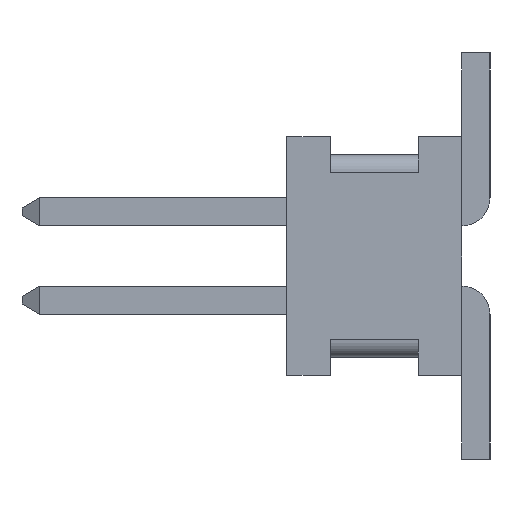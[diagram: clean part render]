
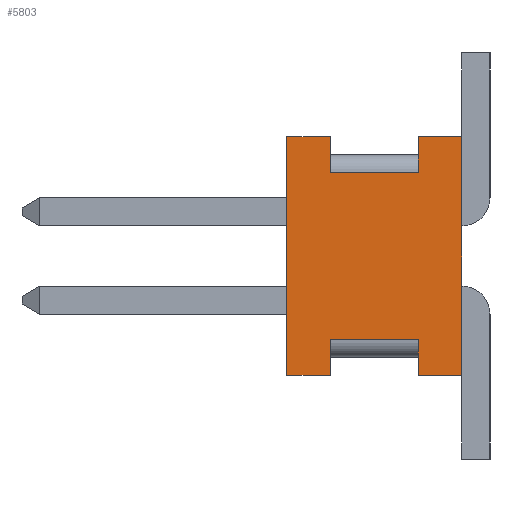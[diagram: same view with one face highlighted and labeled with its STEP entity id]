
A CAD part, left-side view. The second image highlights one B-rep face of the part: STEP entity #5803.
In plain terms, the highlighted planar face has unit normal (-1, 0, 0).
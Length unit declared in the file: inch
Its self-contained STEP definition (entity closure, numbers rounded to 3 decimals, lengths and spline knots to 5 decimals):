
#526 = VECTOR ( 'NONE', #5742, 39.37008 ) ;
#1211 = EDGE_CURVE ( 'NONE', #10083, #16431, #8230, .T. ) ;
#1340 = ORIENTED_EDGE ( 'NONE', *, *, #6614, .T. ) ;
#1378 = CARTESIAN_POINT ( 'NONE',  ( -0.2, 0.0245, 0.0675 ) ) ;
#1879 = LINE ( 'NONE', #11878, #13280 ) ;
#1960 = LINE ( 'NONE', #6663, #9411 ) ;
#2143 = CARTESIAN_POINT ( 'NONE',  ( -0.2, 0.0745, -0.0675 ) ) ;
#3184 = ORIENTED_EDGE ( 'NONE', *, *, #15771, .F. ) ;
#3492 = CARTESIAN_POINT ( 'NONE',  ( -0.2, 0.0745, -0.0475 ) ) ;
#3598 = VERTEX_POINT ( 'NONE', #4820 ) ;
#3719 = CARTESIAN_POINT ( 'NONE',  ( -0.2, 0.099, -0.0675 ) ) ;
#3900 = DIRECTION ( 'NONE',  ( 0., -1., 0. ) ) ;
#4043 = VECTOR ( 'NONE', #10437, 39.37008 ) ;
#4186 = EDGE_LOOP ( 'NONE', ( #19131, #15442, #3184, #12347, #13273, #9742, #4336, #1340, #8711, #15751, #13258, #14640 ) ) ;
#4336 = ORIENTED_EDGE ( 'NONE', *, *, #8222, .T. ) ;
#4623 = DIRECTION ( 'NONE',  ( 0., -1., 0. ) ) ;
#4820 = CARTESIAN_POINT ( 'NONE',  ( -0.2, 0.0245, 0.0475 ) ) ;
#5141 = CARTESIAN_POINT ( 'NONE',  ( -0.2, 0.0745, 0.0675 ) ) ;
#5570 = CARTESIAN_POINT ( 'NONE',  ( -0.2, 0.0745, 0.0475 ) ) ;
#5641 = LINE ( 'NONE', #6011, #4043 ) ;
#5742 = DIRECTION ( 'NONE',  ( 0., -1., 0. ) ) ;
#5765 = CARTESIAN_POINT ( 'NONE',  ( -0.2, 0.099, 0.0675 ) ) ;
#5803 = ADVANCED_FACE ( 'NONE', ( #11152 ), #13268, .F. ) ;
#5870 = EDGE_CURVE ( 'NONE', #15608, #3598, #9031, .T. ) ;
#6011 = CARTESIAN_POINT ( 'NONE',  ( -0.2, 0.099, 0.0475 ) ) ;
#6151 = EDGE_CURVE ( 'NONE', #15608, #13218, #9246, .T. ) ;
#6287 = VECTOR ( 'NONE', #18566, 39.37008 ) ;
#6315 = CARTESIAN_POINT ( 'NONE',  ( -0.2, 0.0245, -0.0475 ) ) ;
#6526 = CARTESIAN_POINT ( 'NONE',  ( -0.2, 0.099, 0.0675 ) ) ;
#6576 = LINE ( 'NONE', #5765, #11516 ) ;
#6614 = EDGE_CURVE ( 'NONE', #6759, #14811, #15278, .T. ) ;
#6663 = CARTESIAN_POINT ( 'NONE',  ( -0.2, 0., 0.0675 ) ) ;
#6712 = VERTEX_POINT ( 'NONE', #3492 ) ;
#6759 = VERTEX_POINT ( 'NONE', #6315 ) ;
#6837 = LINE ( 'NONE', #3719, #12228 ) ;
#7662 = CARTESIAN_POINT ( 'NONE',  ( -0.2, 0.099, 0.0675 ) ) ;
#7852 = CARTESIAN_POINT ( 'NONE',  ( -0.2, 0.099, -0.0675 ) ) ;
#8108 = CARTESIAN_POINT ( 'NONE',  ( -0.2, 0.099, 0.0675 ) ) ;
#8222 = EDGE_CURVE ( 'NONE', #6712, #6759, #1879, .T. ) ;
#8230 = LINE ( 'NONE', #5141, #16179 ) ;
#8534 = EDGE_CURVE ( 'NONE', #18124, #6712, #19108, .T. ) ;
#8711 = ORIENTED_EDGE ( 'NONE', *, *, #10681, .T. ) ;
#8745 = CARTESIAN_POINT ( 'NONE',  ( -0.2, 0.0245, -0.0675 ) ) ;
#8803 = CARTESIAN_POINT ( 'NONE',  ( -0.2, 0., -0.0675 ) ) ;
#8828 = CARTESIAN_POINT ( 'NONE',  ( -0.2, 0., 0.0675 ) ) ;
#8956 = DIRECTION ( 'NONE',  ( 0., 0., 1. ) ) ;
#9031 = LINE ( 'NONE', #1378, #12556 ) ;
#9246 = LINE ( 'NONE', #6526, #14824 ) ;
#9411 = VECTOR ( 'NONE', #17046, 39.37008 ) ;
#9742 = ORIENTED_EDGE ( 'NONE', *, *, #8534, .T. ) ;
#10010 = DIRECTION ( 'NONE',  ( 0., -1., 0. ) ) ;
#10083 = VERTEX_POINT ( 'NONE', #5570 ) ;
#10181 = CARTESIAN_POINT ( 'NONE',  ( -0.2, 0.0745, 0.0675 ) ) ;
#10371 = DIRECTION ( 'NONE',  ( 0., 0., 1. ) ) ;
#10437 = DIRECTION ( 'NONE',  ( 0., 1., 0. ) ) ;
#10681 = EDGE_CURVE ( 'NONE', #14811, #19008, #13810, .T. ) ;
#10926 = VECTOR ( 'NONE', #8956, 39.37008 ) ;
#11152 = FACE_OUTER_BOUND ( 'NONE', #4186, .T. ) ;
#11345 = VECTOR ( 'NONE', #17998, 39.37008 ) ;
#11516 = VECTOR ( 'NONE', #10371, 39.37008 ) ;
#11736 = CARTESIAN_POINT ( 'NONE',  ( -0.2, 0.099, 0.0675 ) ) ;
#11878 = CARTESIAN_POINT ( 'NONE',  ( -0.2, 0.099, -0.0475 ) ) ;
#12228 = VECTOR ( 'NONE', #10010, 39.37008 ) ;
#12347 = ORIENTED_EDGE ( 'NONE', *, *, #13120, .F. ) ;
#12556 = VECTOR ( 'NONE', #14641, 39.37008 ) ;
#12916 = EDGE_CURVE ( 'NONE', #19008, #13218, #1960, .T. ) ;
#13006 = EDGE_CURVE ( 'NONE', #17554, #18124, #6837, .T. ) ;
#13120 = EDGE_CURVE ( 'NONE', #17554, #17463, #6576, .T. ) ;
#13137 = DIRECTION ( 'NONE',  ( 0., 0., -1. ) ) ;
#13218 = VERTEX_POINT ( 'NONE', #8828 ) ;
#13258 = ORIENTED_EDGE ( 'NONE', *, *, #6151, .F. ) ;
#13268 = PLANE ( 'NONE',  #16432 ) ;
#13273 = ORIENTED_EDGE ( 'NONE', *, *, #13006, .T. ) ;
#13280 = VECTOR ( 'NONE', #4623, 39.37008 ) ;
#13318 = EDGE_CURVE ( 'NONE', #3598, #10083, #5641, .T. ) ;
#13446 = CARTESIAN_POINT ( 'NONE',  ( -0.2, 0.0745, -0.0675 ) ) ;
#13810 = LINE ( 'NONE', #19130, #526 ) ;
#14199 = DIRECTION ( 'NONE',  ( 0., 0., 1. ) ) ;
#14226 = LINE ( 'NONE', #8108, #6287 ) ;
#14640 = ORIENTED_EDGE ( 'NONE', *, *, #5870, .T. ) ;
#14641 = DIRECTION ( 'NONE',  ( 0., 0., -1. ) ) ;
#14811 = VERTEX_POINT ( 'NONE', #8745 ) ;
#14824 = VECTOR ( 'NONE', #3900, 39.37008 ) ;
#15180 = CARTESIAN_POINT ( 'NONE',  ( -0.2, 0.0245, -0.0675 ) ) ;
#15278 = LINE ( 'NONE', #15180, #11345 ) ;
#15442 = ORIENTED_EDGE ( 'NONE', *, *, #1211, .T. ) ;
#15608 = VERTEX_POINT ( 'NONE', #16529 ) ;
#15751 = ORIENTED_EDGE ( 'NONE', *, *, #12916, .T. ) ;
#15771 = EDGE_CURVE ( 'NONE', #17463, #16431, #14226, .T. ) ;
#16179 = VECTOR ( 'NONE', #14199, 39.37008 ) ;
#16431 = VERTEX_POINT ( 'NONE', #10181 ) ;
#16432 = AXIS2_PLACEMENT_3D ( 'NONE', #11736, #17655, #13137 ) ;
#16529 = CARTESIAN_POINT ( 'NONE',  ( -0.2, 0.0245, 0.0675 ) ) ;
#17046 = DIRECTION ( 'NONE',  ( 0., 0., 1. ) ) ;
#17463 = VERTEX_POINT ( 'NONE', #7662 ) ;
#17554 = VERTEX_POINT ( 'NONE', #7852 ) ;
#17655 = DIRECTION ( 'NONE',  ( 1., 0., 0. ) ) ;
#17998 = DIRECTION ( 'NONE',  ( 0., 0., -1. ) ) ;
#18124 = VERTEX_POINT ( 'NONE', #2143 ) ;
#18566 = DIRECTION ( 'NONE',  ( 0., -1., 0. ) ) ;
#19008 = VERTEX_POINT ( 'NONE', #8803 ) ;
#19108 = LINE ( 'NONE', #13446, #10926 ) ;
#19130 = CARTESIAN_POINT ( 'NONE',  ( -0.2, 0.099, -0.0675 ) ) ;
#19131 = ORIENTED_EDGE ( 'NONE', *, *, #13318, .T. ) ;
